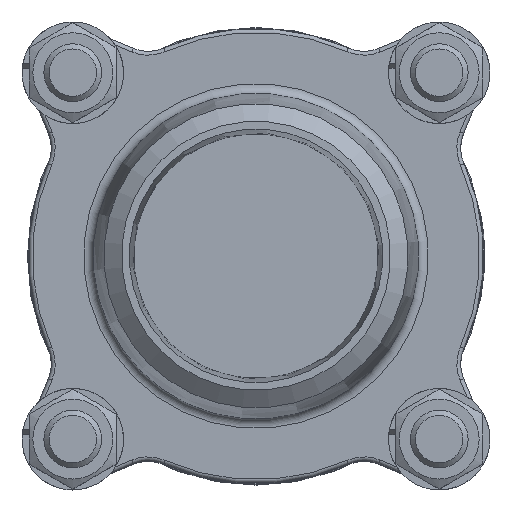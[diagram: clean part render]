
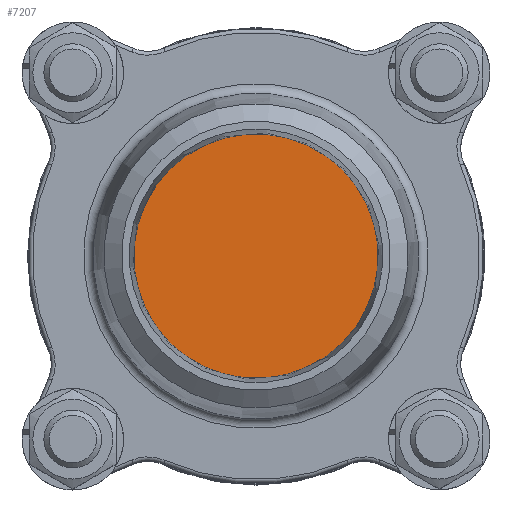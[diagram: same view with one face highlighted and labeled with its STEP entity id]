
A CAD part, top view. The second image highlights one B-rep face of the part: STEP entity #7207.
In plain terms, the highlighted planar face has unit normal (0, 0, 1).
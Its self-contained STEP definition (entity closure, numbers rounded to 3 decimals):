
#7146=CARTESIAN_POINT('',(27.5,0.0,5.));
#7147=VERTEX_POINT('',#7146);
#7148=CARTESIAN_POINT('',(0.0,0.0,5.));
#7149=DIRECTION('',(0.0,0.0,1.0));
#7150=DIRECTION('',(1.0,0.0,0.0));
#7151=AXIS2_PLACEMENT_3D('',#7148,#7149,#7150);
#7152=CIRCLE('',#7151,27.5);
#7153=EDGE_CURVE('',#7147,#7147,#7152,.T.);
#7199=CARTESIAN_POINT('',(0.0,0.0,5.));
#7200=DIRECTION('',(0.0,0.0,1.0));
#7201=DIRECTION('',(-1.0,0.0,0.0));
#7202=AXIS2_PLACEMENT_3D('',#7199,#7200,#7201);
#7203=PLANE('',#7202);
#7204=ORIENTED_EDGE('',*,*,#7153,.T.);
#7205=EDGE_LOOP('',(#7204));
#7206=FACE_OUTER_BOUND('',#7205,.T.);
#7207=ADVANCED_FACE('',(#7206),#7203,.T.);
